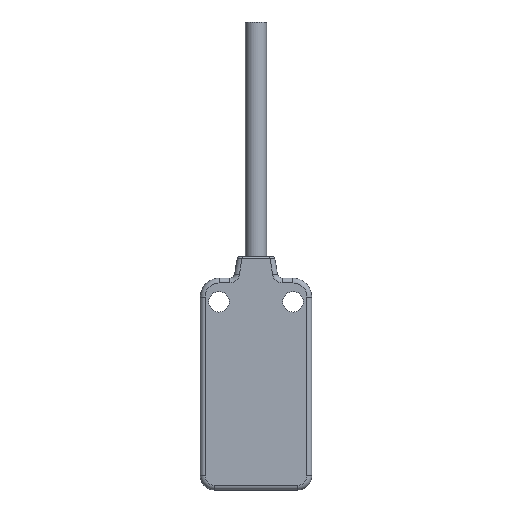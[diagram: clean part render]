
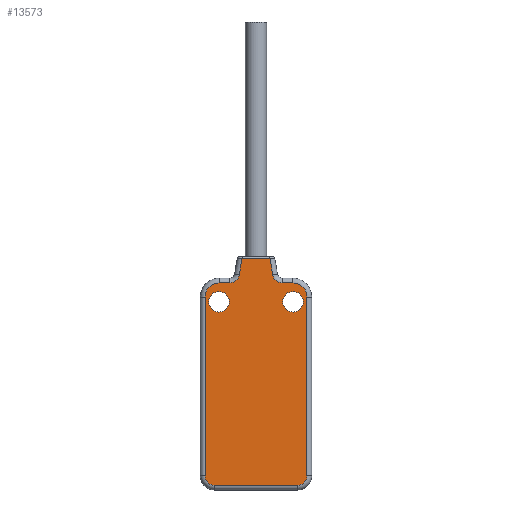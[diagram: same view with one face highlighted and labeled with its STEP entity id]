
A CAD part, front view. The second image highlights one B-rep face of the part: STEP entity #13573.
In plain terms, the highlighted planar face has unit normal (0, -1, 0).
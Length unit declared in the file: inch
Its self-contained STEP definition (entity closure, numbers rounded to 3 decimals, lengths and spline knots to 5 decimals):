
#1987=CARTESIAN_POINT('',(0.12522,0.,0.02));
#1988=DIRECTION('',(0.,1.,0.));
#1989=DIRECTION('',(0.985,0.,-0.174));
#1990=AXIS2_PLACEMENT_3D('',#1987,#1988,#1989);
#2002=CARTESIAN_POINT('',(0.079,0.,-0.1));
#2003=DIRECTION('',(0.,1.,0.));
#2004=DIRECTION('',(1.,0.,0.));
#2005=AXIS2_PLACEMENT_3D('',#2002,#2003,#2004);
#2007=CARTESIAN_POINT('',(0.079,0.,-0.1));
#2008=DIRECTION('',(0.,1.,0.));
#2009=DIRECTION('',(-1.,0.,0.));
#2010=AXIS2_PLACEMENT_3D('',#2007,#2008,#2009);
#2012=CARTESIAN_POINT('',(0.393,0.,-0.1));
#2013=DIRECTION('',(0.,1.,0.));
#2014=DIRECTION('',(1.,0.,0.));
#2015=AXIS2_PLACEMENT_3D('',#2012,#2013,#2014);
#2017=CARTESIAN_POINT('',(0.393,0.,-0.1));
#2018=DIRECTION('',(0.,1.,0.));
#2019=DIRECTION('',(-1.,0.,0.));
#2020=AXIS2_PLACEMENT_3D('',#2017,#2018,#2019);
#2026=DIRECTION('',(1.,0.,0.));
#2027=VECTOR('',#2026,0.11847);
#2028=CARTESIAN_POINT('',(0.17677,0.,0.082));
#2029=LINE('',#2028,#2027);
#3368=DIRECTION('',(-1.,0.,0.));
#3369=VECTOR('',#3368,0.04522);
#3370=CARTESIAN_POINT('',(0.12522,0.,-0.02));
#3371=LINE('',#3370,#3369);
#3381=CARTESIAN_POINT('',(0.08,0.,-0.08));
#3382=DIRECTION('',(0.,-1.,0.));
#3383=DIRECTION('',(0.,0.,1.));
#3384=AXIS2_PLACEMENT_3D('',#3381,#3382,#3383);
#3396=DIRECTION('',(0.,0.,-1.));
#3397=VECTOR('',#3396,0.758);
#3398=CARTESIAN_POINT('',(0.02,0.,-0.08));
#3399=LINE('',#3398,#3397);
#3409=CARTESIAN_POINT('',(0.06,0.,-0.838));
#3410=DIRECTION('',(0.,-1.,0.));
#3411=DIRECTION('',(-1.,0.,0.));
#3412=AXIS2_PLACEMENT_3D('',#3409,#3410,#3411);
#3424=DIRECTION('',(1.,0.,0.));
#3425=VECTOR('',#3424,0.352);
#3426=CARTESIAN_POINT('',(0.06,0.,-0.878));
#3427=LINE('',#3426,#3425);
#3437=CARTESIAN_POINT('',(0.412,0.,-0.838));
#3438=DIRECTION('',(0.,-1.,0.));
#3439=DIRECTION('',(0.,0.,-1.));
#3440=AXIS2_PLACEMENT_3D('',#3437,#3438,#3439);
#3452=DIRECTION('',(0.,0.,1.));
#3453=VECTOR('',#3452,0.758);
#3454=CARTESIAN_POINT('',(0.452,0.,-0.838));
#3455=LINE('',#3454,#3453);
#3465=CARTESIAN_POINT('',(0.392,0.,-0.08));
#3466=DIRECTION('',(0.,-1.,0.));
#3467=DIRECTION('',(1.,0.,0.));
#3468=AXIS2_PLACEMENT_3D('',#3465,#3466,#3467);
#3480=DIRECTION('',(-1.,0.,0.));
#3481=VECTOR('',#3480,0.04522);
#3482=CARTESIAN_POINT('',(0.392,0.,-0.02));
#3483=LINE('',#3482,#3481);
#3493=CARTESIAN_POINT('',(0.34678,0.,0.02));
#3494=DIRECTION('',(0.,1.,0.));
#3495=DIRECTION('',(0.,0.,-1.));
#3496=AXIS2_PLACEMENT_3D('',#3493,#3494,#3495);
#3517=DIRECTION('',(-0.174,0.,0.985));
#3518=VECTOR('',#3517,0.07001);
#3519=CARTESIAN_POINT('',(0.30739,0.,0.01305));
#3520=LINE('',#3519,#3518);
#3834=CARTESIAN_POINT('',(0.17677,0.,0.082));
#3841=DIRECTION('',(-0.174,0.,-0.985));
#3842=VECTOR('',#3841,0.07001);
#3843=CARTESIAN_POINT('',(0.17677,0.,0.082));
#3844=LINE('',#3843,#3842);
#9838=CARTESIAN_POINT('',(0.1225,0.,-0.1));
#9839=CARTESIAN_POINT('',(0.0355,0.,-0.1));
#9840=VERTEX_POINT('',#9838);
#9841=VERTEX_POINT('',#9839);
#9842=CARTESIAN_POINT('',(0.4365,0.,-0.1));
#9843=CARTESIAN_POINT('',(0.3495,0.,-0.1));
#9844=VERTEX_POINT('',#9842);
#9845=VERTEX_POINT('',#9843);
#9916=CARTESIAN_POINT('',(0.34678,0.,-0.02));
#9917=CARTESIAN_POINT('',(0.30739,0.,0.01305));
#9918=VERTEX_POINT('',#9916);
#9919=VERTEX_POINT('',#9917);
#9924=CARTESIAN_POINT('',(0.392,0.,-0.02));
#9925=VERTEX_POINT('',#9924);
#9928=CARTESIAN_POINT('',(0.452,0.,-0.08));
#9929=VERTEX_POINT('',#9928);
#9932=CARTESIAN_POINT('',(0.452,0.,-0.838));
#9933=VERTEX_POINT('',#9932);
#9936=CARTESIAN_POINT('',(0.412,0.,-0.878));
#9937=VERTEX_POINT('',#9936);
#9940=CARTESIAN_POINT('',(0.06,0.,-0.878));
#9941=VERTEX_POINT('',#9940);
#9944=CARTESIAN_POINT('',(0.02,0.,-0.838));
#9945=VERTEX_POINT('',#9944);
#9948=CARTESIAN_POINT('',(0.02,0.,-0.08));
#9949=VERTEX_POINT('',#9948);
#9952=CARTESIAN_POINT('',(0.08,0.,-0.02));
#9953=VERTEX_POINT('',#9952);
#9956=CARTESIAN_POINT('',(0.12522,0.,-0.02));
#9957=VERTEX_POINT('',#9956);
#9960=CARTESIAN_POINT('',(0.16461,0.,0.01305));
#9961=VERTEX_POINT('',#9960);
#9967=VERTEX_POINT('',#3834);
#9970=CARTESIAN_POINT('',(0.29523,0.,0.082));
#9971=VERTEX_POINT('',#9970);
#13527=CARTESIAN_POINT('',(0.,0.,0.));
#13528=DIRECTION('',(0.,1.,0.));
#13529=DIRECTION('',(1.,0.,0.));
#13530=AXIS2_PLACEMENT_3D('',#13527,#13528,#13529);
#13531=PLANE('',#13530);
#13533=ORIENTED_EDGE('',*,*,#13532,.T.);
#13535=ORIENTED_EDGE('',*,*,#13534,.F.);
#13537=ORIENTED_EDGE('',*,*,#13536,.F.);
#13539=ORIENTED_EDGE('',*,*,#13538,.F.);
#13541=ORIENTED_EDGE('',*,*,#13540,.F.);
#13543=ORIENTED_EDGE('',*,*,#13542,.F.);
#13545=ORIENTED_EDGE('',*,*,#13544,.F.);
#13547=ORIENTED_EDGE('',*,*,#13546,.F.);
#13549=ORIENTED_EDGE('',*,*,#13548,.F.);
#13551=ORIENTED_EDGE('',*,*,#13550,.F.);
#13553=ORIENTED_EDGE('',*,*,#13552,.F.);
#13555=ORIENTED_EDGE('',*,*,#13554,.F.);
#13556=ORIENTED_EDGE('',*,*,#13517,.F.);
#13558=ORIENTED_EDGE('',*,*,#13557,.F.);
#13559=EDGE_LOOP('',(#13533,#13535,#13537,#13539,#13541,#13543,#13545,#13547,
#13549,#13551,#13553,#13555,#13556,#13558));
#13560=FACE_OUTER_BOUND('',#13559,.F.);
#13562=ORIENTED_EDGE('',*,*,#13561,.F.);
#13564=ORIENTED_EDGE('',*,*,#13563,.F.);
#13565=EDGE_LOOP('',(#13562,#13564));
#13566=FACE_BOUND('',#13565,.F.);
#13568=ORIENTED_EDGE('',*,*,#13567,.F.);
#13570=ORIENTED_EDGE('',*,*,#13569,.F.);
#13571=EDGE_LOOP('',(#13568,#13570));
#13572=FACE_BOUND('',#13571,.F.);
#13573=ADVANCED_FACE('',(#13560,#13566,#13572),#13531,.F.);
#1991=CIRCLE('',#1990,0.04);
#2006=CIRCLE('',#2005,0.0435);
#2011=CIRCLE('',#2010,0.0435);
#2016=CIRCLE('',#2015,0.0435);
#2021=CIRCLE('',#2020,0.0435);
#3385=CIRCLE('',#3384,0.06);
#3413=CIRCLE('',#3412,0.04);
#3441=CIRCLE('',#3440,0.04);
#3469=CIRCLE('',#3468,0.06);
#3497=CIRCLE('',#3496,0.04);
#13517=EDGE_CURVE('',#9961,#9957,#1991,.T.);
#13532=EDGE_CURVE('',#9967,#9971,#2029,.T.);
#13534=EDGE_CURVE('',#9919,#9971,#3520,.T.);
#13536=EDGE_CURVE('',#9918,#9919,#3497,.T.);
#13538=EDGE_CURVE('',#9925,#9918,#3483,.T.);
#13540=EDGE_CURVE('',#9929,#9925,#3469,.T.);
#13542=EDGE_CURVE('',#9933,#9929,#3455,.T.);
#13544=EDGE_CURVE('',#9937,#9933,#3441,.T.);
#13546=EDGE_CURVE('',#9941,#9937,#3427,.T.);
#13548=EDGE_CURVE('',#9945,#9941,#3413,.T.);
#13550=EDGE_CURVE('',#9949,#9945,#3399,.T.);
#13552=EDGE_CURVE('',#9953,#9949,#3385,.T.);
#13554=EDGE_CURVE('',#9957,#9953,#3371,.T.);
#13557=EDGE_CURVE('',#9967,#9961,#3844,.T.);
#13561=EDGE_CURVE('',#9840,#9841,#2006,.T.);
#13563=EDGE_CURVE('',#9841,#9840,#2011,.T.);
#13567=EDGE_CURVE('',#9844,#9845,#2016,.T.);
#13569=EDGE_CURVE('',#9845,#9844,#2021,.T.);
